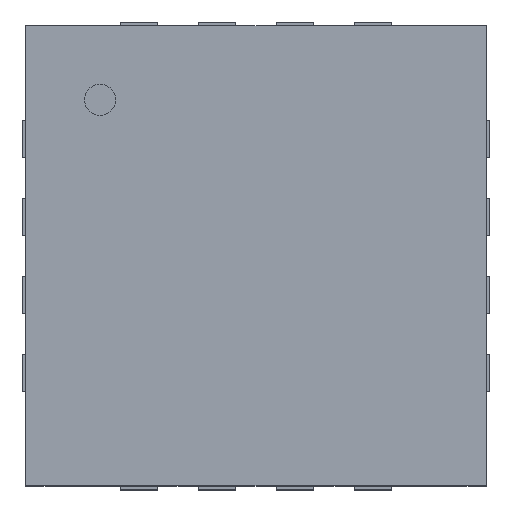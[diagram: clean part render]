
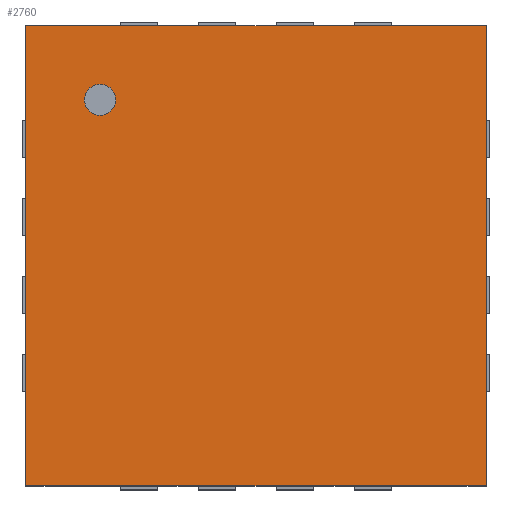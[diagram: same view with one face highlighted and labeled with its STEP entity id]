
A CAD part, top view. The second image highlights one B-rep face of the part: STEP entity #2760.
In plain terms, the highlighted planar face has unit normal (0, 0, 1).
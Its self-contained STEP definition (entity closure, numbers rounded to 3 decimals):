
#748 = EDGE_CURVE('',#749,#751,#753,.T.);
#749 = VERTEX_POINT('',#750);
#750 = CARTESIAN_POINT('',(-1.475,1.475,0.8));
#751 = VERTEX_POINT('',#752);
#752 = CARTESIAN_POINT('',(1.475,1.475,0.8));
#753 = LINE('',#754,#755);
#754 = CARTESIAN_POINT('',(-1.475,1.475,0.8));
#755 = VECTOR('',#756,1.);
#756 = DIRECTION('',(1.,0.,0.));
#1261 = EDGE_CURVE('',#751,#1262,#1264,.T.);
#1262 = VERTEX_POINT('',#1263);
#1263 = CARTESIAN_POINT('',(1.475,-1.475,0.8));
#1264 = LINE('',#1265,#1266);
#1265 = CARTESIAN_POINT('',(1.475,1.475,0.8));
#1266 = VECTOR('',#1267,1.);
#1267 = DIRECTION('',(0.,-1.,0.));
#1763 = EDGE_CURVE('',#1764,#1262,#1766,.T.);
#1764 = VERTEX_POINT('',#1765);
#1765 = CARTESIAN_POINT('',(-1.475,-1.475,0.8));
#1766 = LINE('',#1767,#1768);
#1767 = CARTESIAN_POINT('',(-1.475,-1.475,0.8));
#1768 = VECTOR('',#1769,1.);
#1769 = DIRECTION('',(1.,0.,0.));
#2269 = EDGE_CURVE('',#749,#1764,#2270,.T.);
#2270 = LINE('',#2271,#2272);
#2271 = CARTESIAN_POINT('',(-1.475,1.475,0.8));
#2272 = VECTOR('',#2273,1.);
#2273 = DIRECTION('',(0.,-1.,0.));
#2760 = ADVANCED_FACE('',(#2761,#2767),#2778,.T.);
#2761 = FACE_BOUND('',#2762,.T.);
#2762 = EDGE_LOOP('',(#2763,#2764,#2765,#2766));
#2763 = ORIENTED_EDGE('',*,*,#748,.F.);
#2764 = ORIENTED_EDGE('',*,*,#2269,.T.);
#2765 = ORIENTED_EDGE('',*,*,#1763,.T.);
#2766 = ORIENTED_EDGE('',*,*,#1261,.F.);
#2767 = FACE_BOUND('',#2768,.T.);
#2768 = EDGE_LOOP('',(#2769));
#2769 = ORIENTED_EDGE('',*,*,#2770,.T.);
#2770 = EDGE_CURVE('',#2771,#2771,#2773,.T.);
#2771 = VERTEX_POINT('',#2772);
#2772 = CARTESIAN_POINT('',(-1.,0.9,0.8));
#2773 = CIRCLE('',#2774,0.1);
#2774 = AXIS2_PLACEMENT_3D('',#2775,#2776,#2777);
#2775 = CARTESIAN_POINT('',(-1.,1.,0.8));
#2776 = DIRECTION('',(-0.,0.,-1.));
#2777 = DIRECTION('',(0.,-1.,0.));
#2778 = PLANE('',#2779);
#2779 = AXIS2_PLACEMENT_3D('',#2780,#2781,#2782);
#2780 = CARTESIAN_POINT('',(-1.475,1.475,0.8));
#2781 = DIRECTION('',(0.,0.,1.));
#2782 = DIRECTION('',(0.,-1.,0.));
